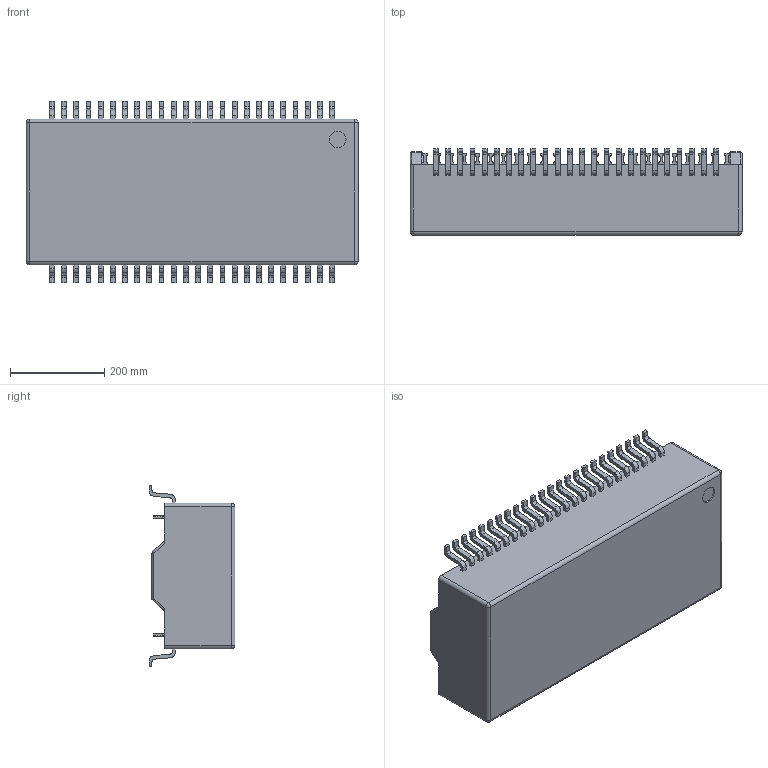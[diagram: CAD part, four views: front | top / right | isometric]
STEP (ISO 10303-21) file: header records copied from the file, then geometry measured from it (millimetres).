
FILE_DESCRIPTION((''),'2;1');
FILE_NAME('01-481003','2021-08-23T11:00:55',('pc183'),(''),'CREO PARAMETRIC BY PTC INC, 2020033','CREO PARAMETRIC BY PTC INC, 2020033','');
FILE_SCHEMA(('CONFIG_CONTROL_DESIGN'));
Length unit declared in the file: inch
Products named in the file (1): 01-481003
Bounding box: 706.12 x 182.88 x 386.08 mm (x, y, z)
Volume: 33271404.6 mm3; surface area: 911298.6 mm2
Topology: 1 solids, 1 shells, 1679 faces, 4712 edges, 3132 vertices
Faces by surface type: plane 1071, cylinder 600, sphere 8
Entity records: 54202 total; most frequent: CARTESIAN_POINT 9643, ORIENTED_EDGE 9424, DIRECTION 9242, EDGE_CURVE 4712, VECTOR 3516, LINE 3516, VERTEX_POINT 3132, AXIS2_PLACEMENT_3D 2863
